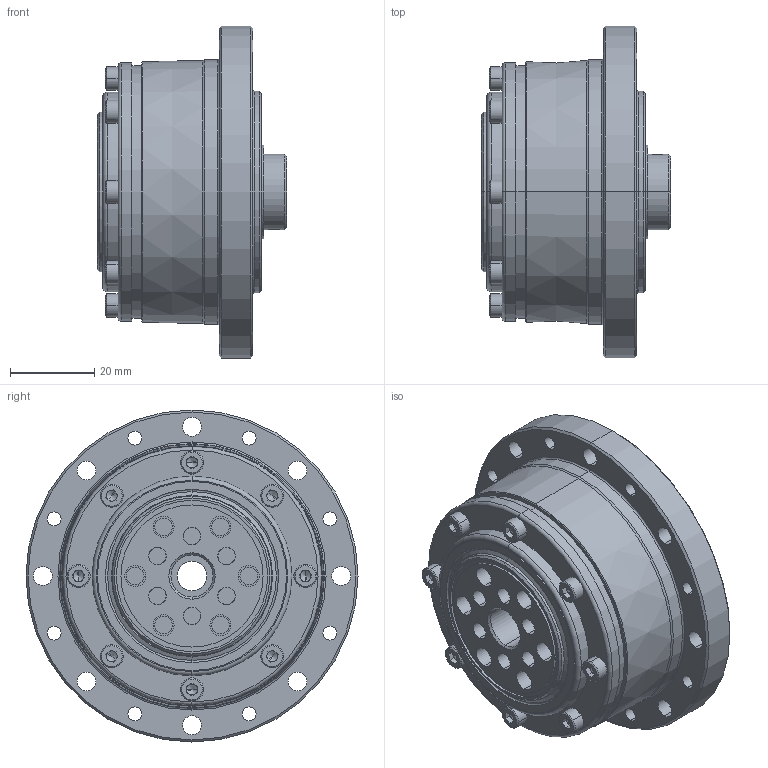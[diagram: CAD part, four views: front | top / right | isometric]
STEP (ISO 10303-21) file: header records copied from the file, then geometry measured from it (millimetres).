
FILE_DESCRIPTION (( 'STEP AP214' ), '1' );
FILE_NAME ('CSF-17-2UH-LW.STEP', '2016-06-23T17:54:44', ( '' ), ( '' ), 'SwSTEP 2.0', 'SolidWorks 2015', '' );
FILE_SCHEMA (( 'AUTOMOTIVE_DESIGN' ));
Length unit declared in the file: millimetre
Products named in the file (7): 1718130_1718130; 171824024_171824024; 14 COUPLING SET SCREW_M3X4; 17 WG BEARING; CSF-17-2A-R OLDHAM COUPLING_HE08T; CSF-17-2UH-LW HOUSING; CSF-17-2UH-LW
Assembly tree (19 placements, depth 2):
  CSF-17-2UH-LW
    CSF-17-2UH-LW HOUSING
    CSF-17-2A-R OLDHAM COUPLING_HE08T
    17 WG BEARING
    14 COUPLING SET SCREW_M3X4  x2
    171824024_171824024  x8
    1718130_1718130  x6
Bounding box: 45 x 79 x 79 mm (x, y, z)
Volume: 105226.3 mm3; surface area: 42974.2 mm2
Topology: 20 solids, 20 shells, 709 faces, 1560 edges, 918 vertices
Faces by surface type: plane 287, cylinder 234, cone 142, torus 46
Entity records: 10913 total; most frequent: DIRECTION 1996, CARTESIAN_POINT 1826, ORIENTED_EDGE 1572, AXIS2_PLACEMENT_3D 838, EDGE_CURVE 786, VERTEX_POINT 492, EDGE_LOOP 472, CIRCLE 454
